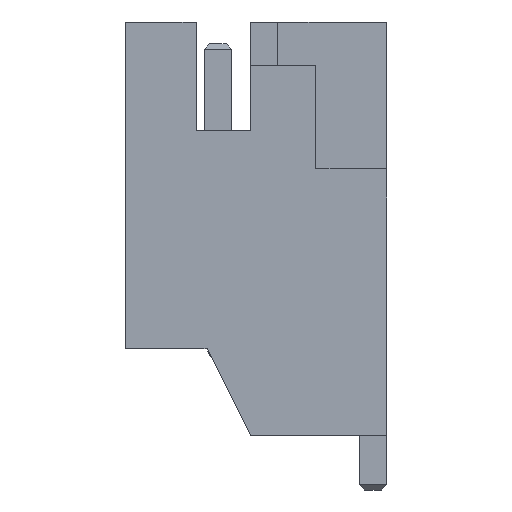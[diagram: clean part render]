
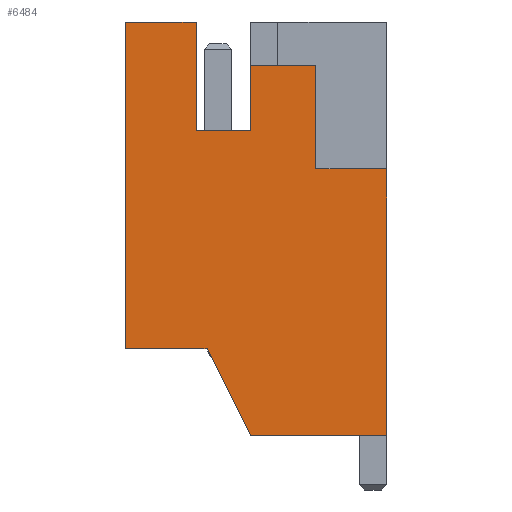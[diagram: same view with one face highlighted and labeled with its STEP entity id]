
A CAD part, left-side view. The second image highlights one B-rep face of the part: STEP entity #6484.
In plain terms, the highlighted planar face has unit normal (-1, 0, 0).
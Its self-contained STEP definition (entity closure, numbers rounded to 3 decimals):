
#198=FACE_OUTER_BOUND('',#564,.T.);
#564=EDGE_LOOP('',(#4347,#4348,#4349,#4350,#4351,#4352,#4353,#4354,#4355,
#4356,#4357,#4358));
#933=LINE('',#9065,#1805);
#937=LINE('',#9072,#1809);
#943=LINE('',#9086,#1815);
#968=LINE('',#9135,#1840);
#994=LINE('',#9187,#1866);
#1000=LINE('',#9198,#1872);
#1002=LINE('',#9202,#1874);
#1004=LINE('',#9205,#1876);
#1005=LINE('',#9209,#1877);
#1006=LINE('',#9211,#1878);
#1007=LINE('',#9213,#1879);
#1008=LINE('',#9214,#1880);
#1805=VECTOR('',#7297,10.);
#1809=VECTOR('',#7303,10.);
#1815=VECTOR('',#7313,10.);
#1840=VECTOR('',#7348,10.);
#1866=VECTOR('',#7386,10.);
#1872=VECTOR('',#7394,10.);
#1874=VECTOR('',#7398,10.);
#1876=VECTOR('',#7402,10.);
#1877=VECTOR('',#7407,10.);
#1878=VECTOR('',#7408,10.);
#1879=VECTOR('',#7409,10.);
#1880=VECTOR('',#7410,10.);
#2677=VERTEX_POINT('',#9062);
#2678=VERTEX_POINT('',#9064);
#2680=VERTEX_POINT('',#9070);
#2686=VERTEX_POINT('',#9085);
#2705=VERTEX_POINT('',#9133);
#2724=VERTEX_POINT('',#9184);
#2725=VERTEX_POINT('',#9186);
#2729=VERTEX_POINT('',#9196);
#2730=VERTEX_POINT('',#9200);
#2731=VERTEX_POINT('',#9208);
#2732=VERTEX_POINT('',#9210);
#2733=VERTEX_POINT('',#9212);
#3285=EDGE_CURVE('',#2678,#2677,#933,.T.);
#3289=EDGE_CURVE('',#2677,#2680,#937,.T.);
#3295=EDGE_CURVE('',#2686,#2678,#943,.T.);
#3320=EDGE_CURVE('',#2680,#2705,#968,.T.);
#3346=EDGE_CURVE('',#2725,#2724,#994,.T.);
#3352=EDGE_CURVE('',#2724,#2729,#1000,.T.);
#3354=EDGE_CURVE('',#2729,#2730,#1002,.T.);
#3356=EDGE_CURVE('',#2730,#2686,#1004,.T.);
#3357=EDGE_CURVE('',#2705,#2731,#1005,.T.);
#3358=EDGE_CURVE('',#2731,#2732,#1006,.T.);
#3359=EDGE_CURVE('',#2732,#2733,#1007,.T.);
#3360=EDGE_CURVE('',#2733,#2725,#1008,.T.);
#4347=ORIENTED_EDGE('',*,*,#3289,.T.);
#4348=ORIENTED_EDGE('',*,*,#3320,.T.);
#4349=ORIENTED_EDGE('',*,*,#3357,.T.);
#4350=ORIENTED_EDGE('',*,*,#3358,.T.);
#4351=ORIENTED_EDGE('',*,*,#3359,.T.);
#4352=ORIENTED_EDGE('',*,*,#3360,.T.);
#4353=ORIENTED_EDGE('',*,*,#3346,.T.);
#4354=ORIENTED_EDGE('',*,*,#3352,.T.);
#4355=ORIENTED_EDGE('',*,*,#3354,.T.);
#4356=ORIENTED_EDGE('',*,*,#3356,.T.);
#4357=ORIENTED_EDGE('',*,*,#3295,.T.);
#4358=ORIENTED_EDGE('',*,*,#3285,.T.);
#6158=PLANE('',#6864);
#6484=ADVANCED_FACE('',(#198),#6158,.T.);
#6864=AXIS2_PLACEMENT_3D('',#9207,#7405,#7406);
#7297=DIRECTION('',(0.,1.,0.));
#7303=DIRECTION('',(0.,0.,1.));
#7313=DIRECTION('',(0.,0.,-1.));
#7348=DIRECTION('',(0.,1.,0.));
#7386=DIRECTION('',(0.,0.,1.));
#7394=DIRECTION('',(0.,1.,0.));
#7398=DIRECTION('',(0.,0.,1.));
#7402=DIRECTION('',(0.,1.,0.));
#7405=DIRECTION('center_axis',(-1.,0.,0.));
#7406=DIRECTION('ref_axis',(0.,0.,1.));
#7407=DIRECTION('',(0.,0.,-1.));
#7408=DIRECTION('',(0.,-1.,0.));
#7409=DIRECTION('',(0.,-0.447,-0.894));
#7410=DIRECTION('',(0.,-1.,0.));
#9062=CARTESIAN_POINT('',(-11.95,3.5,-2.));
#9064=CARTESIAN_POINT('',(-11.95,2.5,-2.));
#9065=CARTESIAN_POINT('',(-11.95,2.95,-2.));
#9070=CARTESIAN_POINT('',(-11.95,3.5,0.));
#9072=CARTESIAN_POINT('',(-11.95,3.5,-1.5));
#9085=CARTESIAN_POINT('',(-11.95,2.5,-0.8));
#9086=CARTESIAN_POINT('',(-11.95,2.5,-2.5));
#9133=CARTESIAN_POINT('',(-11.95,4.8,0.));
#9135=CARTESIAN_POINT('',(-11.95,0.,0.));
#9184=CARTESIAN_POINT('',(-11.95,0.,-2.7));
#9186=CARTESIAN_POINT('',(-11.95,0.,-7.6));
#9187=CARTESIAN_POINT('',(-11.95,0.,-7.6));
#9196=CARTESIAN_POINT('',(-11.95,1.3,-2.7));
#9198=CARTESIAN_POINT('',(-11.95,1.85,-2.7));
#9200=CARTESIAN_POINT('',(-11.95,1.3,-0.8));
#9202=CARTESIAN_POINT('',(-11.95,1.3,-1.9));
#9205=CARTESIAN_POINT('',(-11.95,2.45,-0.8));
#9207=CARTESIAN_POINT('Origin',(-11.95,2.4,-3.));
#9208=CARTESIAN_POINT('',(-11.95,4.8,-6.));
#9209=CARTESIAN_POINT('',(-11.95,4.8,0.));
#9210=CARTESIAN_POINT('',(-11.95,3.3,-6.));
#9211=CARTESIAN_POINT('',(-11.95,4.8,-6.));
#9212=CARTESIAN_POINT('',(-11.95,2.5,-7.6));
#9213=CARTESIAN_POINT('',(-11.95,3.3,-6.));
#9214=CARTESIAN_POINT('',(-11.95,2.5,-7.6));
